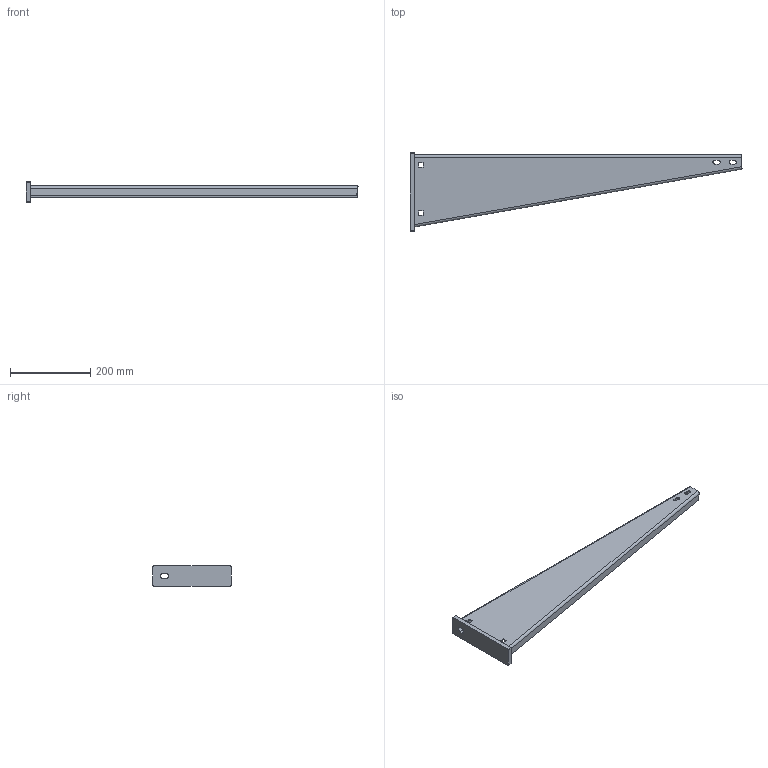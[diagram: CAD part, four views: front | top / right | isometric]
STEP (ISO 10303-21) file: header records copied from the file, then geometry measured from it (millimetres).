
FILE_DESCRIPTION((''),'2;1');
FILE_NAME('713080_ASM','2019-03-18T10:56:26',('tomasz.grudniewski'),(''),'CREO PARAMETRIC BY PTC INC, 2018500','CREO PARAMETRIC BY PTC INC, 2018500','');
FILE_SCHEMA(('CONFIG_CONTROL_DESIGN'));
Length unit declared in the file: millimetre
Products named in the file (3): 195PODSTAWA_PRT; WWCT800_PRT; 713080_ASM
Assembly tree (2 placements, depth 2):
  713080_ASM
    195PODSTAWA_PRT
    WWCT800_PRT
Bounding box: 825.2 x 195 x 50 mm (x, y, z)
Volume: 458361.2 mm3; surface area: 274813.8 mm2
Topology: 2 solids, 2 shells, 134 faces, 374 edges, 244 vertices
Faces by surface type: plane 77, cylinder 56, bspline 1
Entity records: 4481 total; most frequent: CARTESIAN_POINT 797, DIRECTION 758, ORIENTED_EDGE 748, EDGE_CURVE 374, VECTOR 262, LINE 262, AXIS2_PLACEMENT_3D 248, VERTEX_POINT 244
